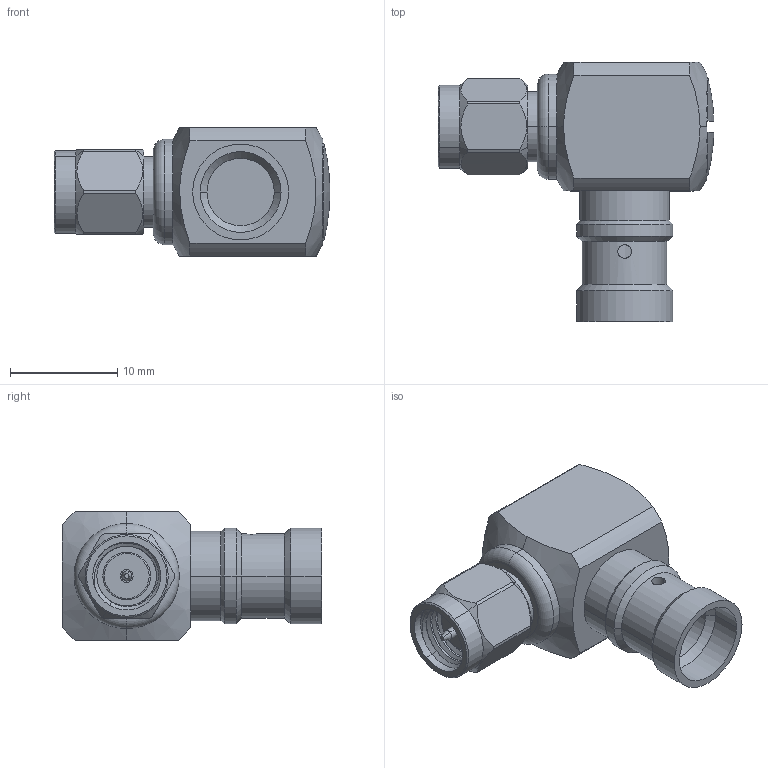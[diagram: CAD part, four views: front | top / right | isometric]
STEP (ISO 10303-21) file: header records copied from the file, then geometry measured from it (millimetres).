
FILE_DESCRIPTION (( 'STEP AP214' ), '1' );
FILE_NAME ('TC-SPP250-SM-RA-LP.step', '2021-05-04T14:32:03', ( '' ), ( '' ), 'SwSTEP 2.0', 'SolidWorks 2020', '' );
FILE_SCHEMA (( 'AUTOMOTIVE_DESIGN' ));
Length unit declared in the file: inch
Products named in the file (1): TC-SPP250-SM-RA-LP
Bounding box: 25.77 x 24.2 x 12 mm (x, y, z)
Volume: 2922.8 mm3; surface area: 2256.3 mm2
Topology: 3 solids, 4 shells, 140 faces, 333 edges, 209 vertices
Faces by surface type: cylinder 64, cone 28, plane 28, torus 8, bspline 8, sphere 4
Entity records: 6882 total; most frequent: CARTESIAN_POINT 3690, ORIENTED_EDGE 666, DIRECTION 650, EDGE_CURVE 333, AXIS2_PLACEMENT_3D 272, VERTEX_POINT 209, EDGE_LOOP 152, ADVANCED_FACE 140
